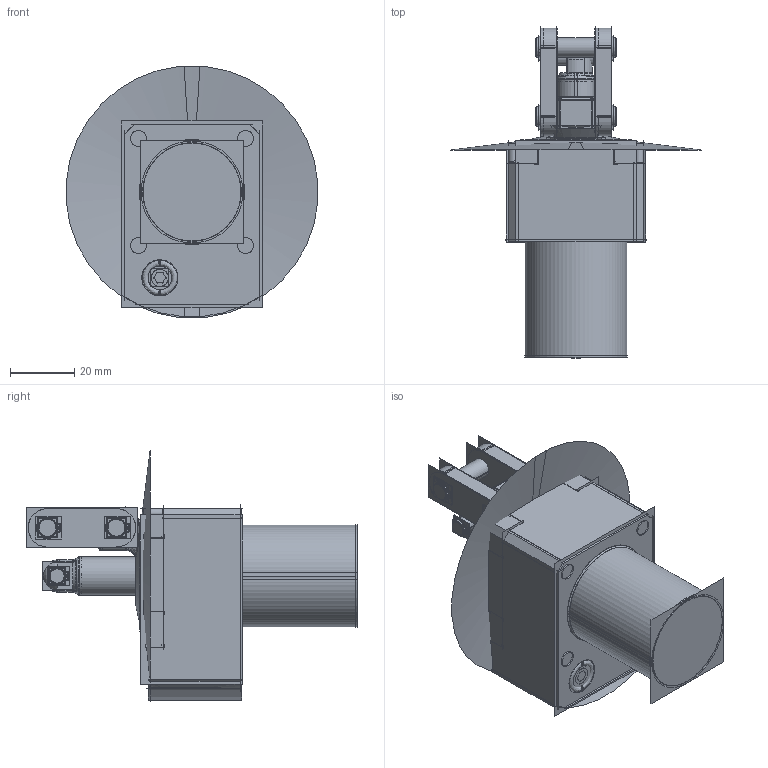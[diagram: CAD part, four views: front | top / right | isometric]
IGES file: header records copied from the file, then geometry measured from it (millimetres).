
Start section:  PTC IGES file: ilc16311200.igs
Global section: file name: ilc16311200.igs; native system: Creo Parametric by Parametric Technology Corporation; preprocessor: 2013320; author: bcd; organization: Unknown; date: 20161010.085643; units: inch
Bounding box: 78.32 x 103.37 x 78.46 mm (x, y, z)
Surface area: 60050.6 mm2 (no closed solid volume)
Topology: 0 solids, 0 shells, 654 faces, 8329 edges, 10228 vertices
Faces by surface type: revolution 418, bspline 236
